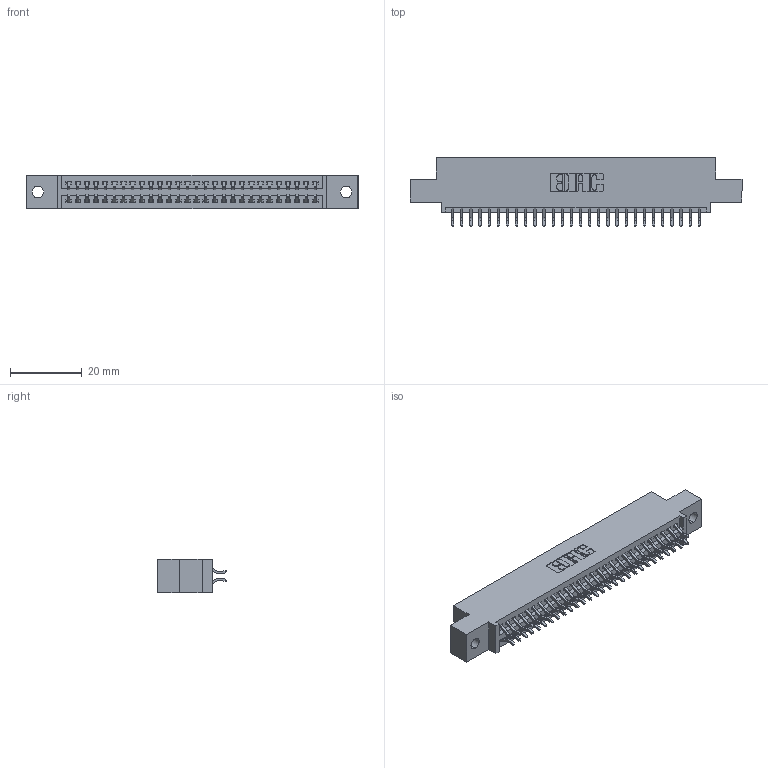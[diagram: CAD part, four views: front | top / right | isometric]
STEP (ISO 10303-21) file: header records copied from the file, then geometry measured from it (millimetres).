
FILE_DESCRIPTION (( 'STEP AP203' ), '1' );
FILE_NAME ('395-056-556-502.STEP', '2019-10-19T19:21:16', ( '' ), ( '' ), 'SwSTEP 2.0', 'SolidWorks 2016', '' );
FILE_SCHEMA (( 'CONFIG_CONTROL_DESIGN' ));
Length unit declared in the file: inch
Products named in the file (3): 345 Part_0.110 Offset - 0.128 Dia; 345-292-001_556 Tail; 395-056-556-502
Assembly tree (57 placements, depth 2):
  395-056-556-502
    345 Part_0.110 Offset - 0.128 Dia
    345-292-001_556 Tail  x56
Bounding box: 92.33 x 19.24 x 9.4 mm (x, y, z)
Volume: 8726.7 mm3; surface area: 12399.5 mm2
Topology: 57 solids, 57 shells, 3266 faces, 9705 edges, 6394 vertices
Faces by surface type: plane 2156, cylinder 1110
Entity records: 24209 total; most frequent: CARTESIAN_POINT 4088, ORIENTED_EDGE 4010, DIRECTION 3609, EDGE_CURVE 2005, LINE 1753, VECTOR 1753, VERTEX_POINT 1334, AXIS2_PLACEMENT_3D 928
